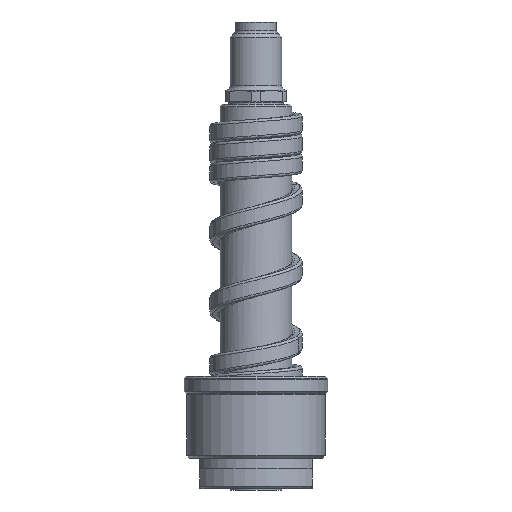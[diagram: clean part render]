
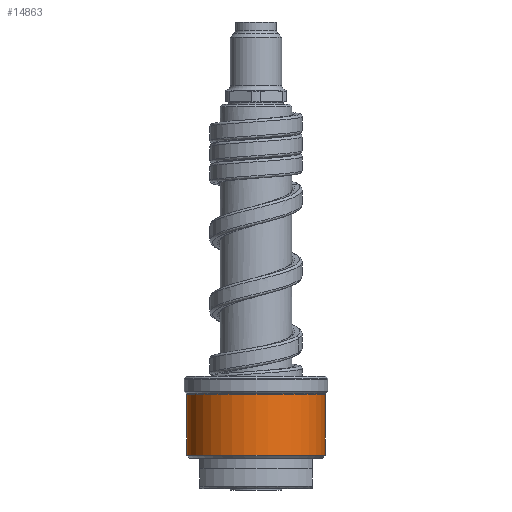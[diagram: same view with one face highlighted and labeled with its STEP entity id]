
A CAD part, front view. The second image highlights one B-rep face of the part: STEP entity #14863.
In plain terms, the highlighted cylindrical face has radius 13.5 mm (diameter 27 mm), a partial arc.
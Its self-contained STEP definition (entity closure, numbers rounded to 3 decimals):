
#4711=CARTESIAN_POINT('',(0.,0.,6.582));
#4712=DIRECTION('',(0.,0.,1.));
#4713=DIRECTION('',(-1.,0.,0.));
#4714=AXIS2_PLACEMENT_3D('',#4711,#4712,#4713);
#4716=DIRECTION('',(0.,0.,-1.));
#4717=VECTOR('',#4716,11.835);
#4718=CARTESIAN_POINT('',(-13.5,0.,18.417));
#4719=LINE('',#4718,#4717);
#4720=CARTESIAN_POINT('',(0.,0.,18.417));
#4721=DIRECTION('',(0.,0.,1.));
#4722=DIRECTION('',(-1.,0.,0.));
#4723=AXIS2_PLACEMENT_3D('',#4720,#4721,#4722);
#4725=DIRECTION('',(0.,0.,-1.));
#4726=VECTOR('',#4725,11.835);
#4727=CARTESIAN_POINT('',(13.5,0.,18.417));
#4728=LINE('',#4727,#4726);
#6669=CARTESIAN_POINT('',(13.5,0.,18.417));
#6670=CARTESIAN_POINT('',(-13.5,0.,18.417));
#6671=VERTEX_POINT('',#6669);
#6672=VERTEX_POINT('',#6670);
#6695=CARTESIAN_POINT('',(13.5,0.,6.582));
#6696=VERTEX_POINT('',#6695);
#6697=CARTESIAN_POINT('',(-13.5,0.,6.582));
#6698=VERTEX_POINT('',#6697);
#14851=CARTESIAN_POINT('',(0.,0.,5.2));
#14852=DIRECTION('',(0.,0.,1.));
#14853=DIRECTION('',(-1.,0.,0.));
#14854=AXIS2_PLACEMENT_3D('',#14851,#14852,#14853);
#14855=CYLINDRICAL_SURFACE('',#14854,13.5);
#14856=ORIENTED_EDGE('',*,*,#14808,.F.);
#14857=ORIENTED_EDGE('',*,*,#14842,.F.);
#14859=ORIENTED_EDGE('',*,*,#14858,.T.);
#14860=ORIENTED_EDGE('',*,*,#14838,.T.);
#14861=EDGE_LOOP('',(#14856,#14857,#14859,#14860));
#14862=FACE_OUTER_BOUND('',#14861,.F.);
#4715=CIRCLE('',#4714,13.5);
#4724=CIRCLE('',#4723,13.5);
#14808=EDGE_CURVE('',#6698,#6696,#4715,.T.);
#14838=EDGE_CURVE('',#6671,#6696,#4728,.T.);
#14842=EDGE_CURVE('',#6672,#6698,#4719,.T.);
#14858=EDGE_CURVE('',#6672,#6671,#4724,.T.);
#14863=ADVANCED_FACE('',(#14862),#14855,.T.);
